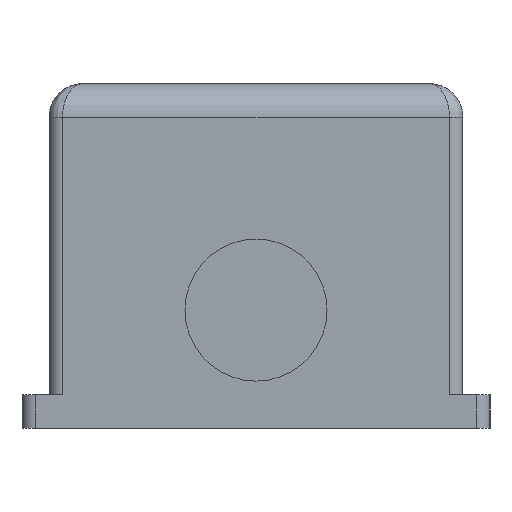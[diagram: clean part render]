
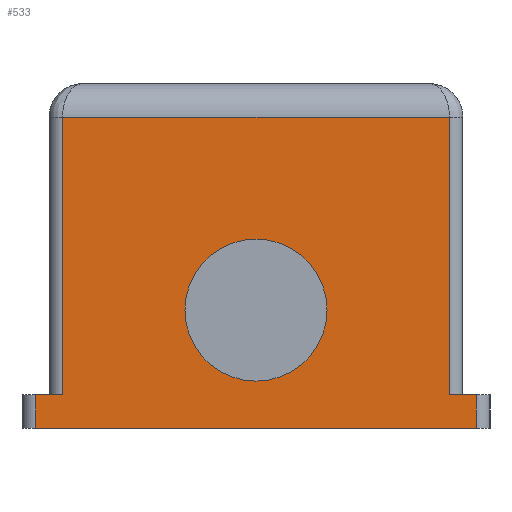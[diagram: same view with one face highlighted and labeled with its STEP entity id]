
A CAD part, left-side view. The second image highlights one B-rep face of the part: STEP entity #533.
In plain terms, the highlighted planar face has unit normal (-1, 0, 0).
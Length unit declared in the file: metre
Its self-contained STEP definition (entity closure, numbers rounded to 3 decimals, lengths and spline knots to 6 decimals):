
#39=CIRCLE('',#583,0.002625);
#87=ORIENTED_EDGE('',*,*,#235,.F.);
#88=ORIENTED_EDGE('',*,*,#236,.T.);
#89=ORIENTED_EDGE('',*,*,#237,.T.);
#90=ORIENTED_EDGE('',*,*,#238,.T.);
#91=ORIENTED_EDGE('',*,*,#239,.T.);
#92=ORIENTED_EDGE('',*,*,#240,.T.);
#93=ORIENTED_EDGE('',*,*,#241,.T.);
#94=ORIENTED_EDGE('',*,*,#242,.F.);
#95=ORIENTED_EDGE('',*,*,#243,.T.);
#235=EDGE_CURVE('',#307,#307,#39,.T.);
#236=EDGE_CURVE('',#308,#309,#358,.F.);
#237=EDGE_CURVE('',#309,#310,#359,.T.);
#238=EDGE_CURVE('',#310,#311,#360,.T.);
#239=EDGE_CURVE('',#311,#312,#361,.T.);
#240=EDGE_CURVE('',#312,#313,#362,.T.);
#241=EDGE_CURVE('',#313,#314,#363,.F.);
#242=EDGE_CURVE('',#315,#314,#364,.T.);
#243=EDGE_CURVE('',#315,#308,#365,.F.);
#307=VERTEX_POINT('',#857);
#308=VERTEX_POINT('',#859);
#309=VERTEX_POINT('',#860);
#310=VERTEX_POINT('',#862);
#311=VERTEX_POINT('',#864);
#312=VERTEX_POINT('',#866);
#313=VERTEX_POINT('',#868);
#314=VERTEX_POINT('',#870);
#315=VERTEX_POINT('',#872);
#358=LINE('',#858,#406);
#359=LINE('',#861,#407);
#360=LINE('',#863,#408);
#361=LINE('',#865,#409);
#362=LINE('',#867,#410);
#363=LINE('',#869,#411);
#364=LINE('',#871,#412);
#365=LINE('',#873,#413);
#406=VECTOR('',#678,1.);
#407=VECTOR('',#679,1.);
#408=VECTOR('',#680,1.);
#409=VECTOR('',#681,1.);
#410=VECTOR('',#682,1.);
#411=VECTOR('',#683,1.);
#412=VECTOR('',#684,1.);
#413=VECTOR('',#685,1.);
#437=EDGE_LOOP('',(#87));
#438=EDGE_LOOP('',(#88,#89,#90,#91,#92,#93,#94,#95));
#477=FACE_BOUND('',#437,.T.);
#478=FACE_BOUND('',#438,.T.);
#516=PLANE('',#582);
#533=ADVANCED_FACE('',(#477,#478),#516,.F.);
#582=AXIS2_PLACEMENT_3D('',#855,#674,#675);
#583=AXIS2_PLACEMENT_3D('',#856,#676,#677);
#674=DIRECTION('',(1.,0.,0.));
#675=DIRECTION('',(0.,0.,-1.));
#676=DIRECTION('',(-1.,0.,0.));
#677=DIRECTION('',(0.,0.,1.));
#678=DIRECTION('',(0.,-1.,0.));
#679=DIRECTION('',(0.,0.,-1.));
#680=DIRECTION('',(0.,1.,0.));
#681=DIRECTION('',(0.,0.,-1.));
#682=DIRECTION('',(0.,-1.,0.));
#683=DIRECTION('',(0.,0.,-1.));
#684=DIRECTION('',(0.,-1.,0.));
#685=DIRECTION('',(0.,0.,-1.));
#855=CARTESIAN_POINT('',(-0.12665,-0.03785,0.01275));
#856=CARTESIAN_POINT('',(-0.12665,-0.045,0.004375));
#857=CARTESIAN_POINT('',(-0.12665,-0.045,0.007));
#858=CARTESIAN_POINT('',(-0.12665,-0.03735,0.0115));
#859=CARTESIAN_POINT('',(-0.12665,-0.05215,0.0115));
#860=CARTESIAN_POINT('',(-0.12665,-0.03785,0.0115));
#861=CARTESIAN_POINT('',(-0.12665,-0.03785,0.00125));
#862=CARTESIAN_POINT('',(-0.12665,-0.03785,0.00125));
#863=CARTESIAN_POINT('',(-0.12665,-0.037175,0.00125));
#864=CARTESIAN_POINT('',(-0.12665,-0.03685,0.00125));
#865=CARTESIAN_POINT('',(-0.12665,-0.03685,0.));
#866=CARTESIAN_POINT('',(-0.12665,-0.03685,0.));
#867=CARTESIAN_POINT('',(-0.12665,-0.03785,0.));
#868=CARTESIAN_POINT('',(-0.12665,-0.05315,0.));
#869=CARTESIAN_POINT('',(-0.12665,-0.05315,0.01275));
#870=CARTESIAN_POINT('',(-0.12665,-0.05315,0.00125));
#871=CARTESIAN_POINT('',(-0.12665,-0.052825,0.00125));
#872=CARTESIAN_POINT('',(-0.12665,-0.05215,0.00125));
#873=CARTESIAN_POINT('',(-0.12665,-0.05215,0.01275));
